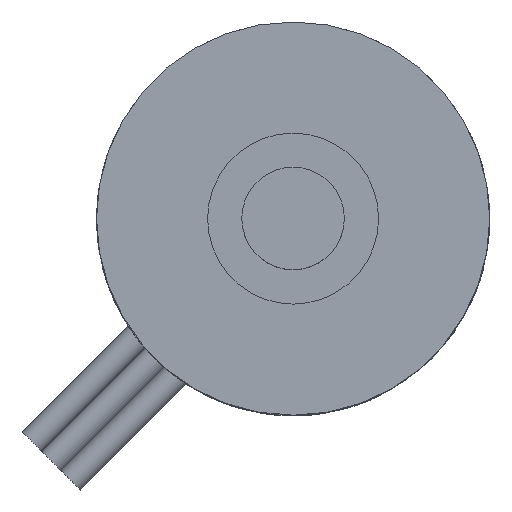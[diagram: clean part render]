
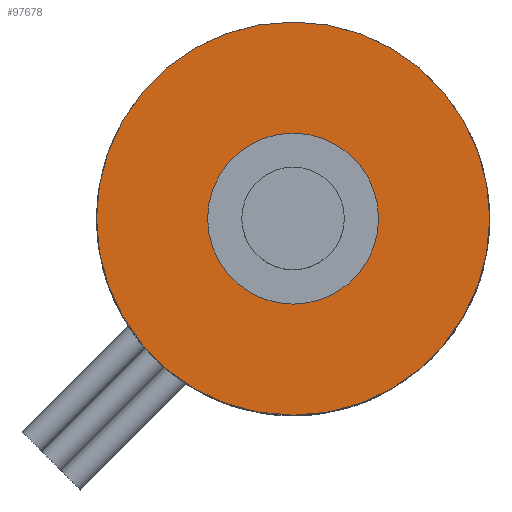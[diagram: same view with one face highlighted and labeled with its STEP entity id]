
A CAD part, top view. The second image highlights one B-rep face of the part: STEP entity #97678.
In plain terms, the highlighted planar face has unit normal (0, 0, 1).
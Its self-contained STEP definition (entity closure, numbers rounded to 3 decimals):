
#97657 = EDGE_CURVE('',#97658,#97658,#97660,.T.);
#97658 = VERTEX_POINT('',#97659);
#97659 = CARTESIAN_POINT('',(-11.5,0.,22.5));
#97660 = CIRCLE('',#97661,11.5);
#97661 = AXIS2_PLACEMENT_3D('',#97662,#97663,#97664);
#97662 = CARTESIAN_POINT('',(0.,0.,22.5
    ));
#97663 = DIRECTION('',(0.,0.,1.));
#97664 = DIRECTION('',(1.,0.,-0.));
#97678 = ADVANCED_FACE('',(#97679,#97682),#97693,.T.);
#97679 = FACE_BOUND('',#97680,.T.);
#97680 = EDGE_LOOP('',(#97681));
#97681 = ORIENTED_EDGE('',*,*,#97657,.T.);
#97682 = FACE_BOUND('',#97683,.T.);
#97683 = EDGE_LOOP('',(#97684));
#97684 = ORIENTED_EDGE('',*,*,#97685,.T.);
#97685 = EDGE_CURVE('',#97686,#97686,#97688,.T.);
#97686 = VERTEX_POINT('',#97687);
#97687 = CARTESIAN_POINT('',(5.,0.,22.5));
#97688 = CIRCLE('',#97689,5.);
#97689 = AXIS2_PLACEMENT_3D('',#97690,#97691,#97692);
#97690 = CARTESIAN_POINT('',(0.,0.,22.5
    ));
#97691 = DIRECTION('',(0.,0.,-1.));
#97692 = DIRECTION('',(-1.,0.,0.));
#97693 = PLANE('',#97694);
#97694 = AXIS2_PLACEMENT_3D('',#97695,#97696,#97697);
#97695 = CARTESIAN_POINT('',(0.,0.,22.5
    ));
#97696 = DIRECTION('',(0.,0.,1.));
#97697 = DIRECTION('',(1.,0.,-0.));
